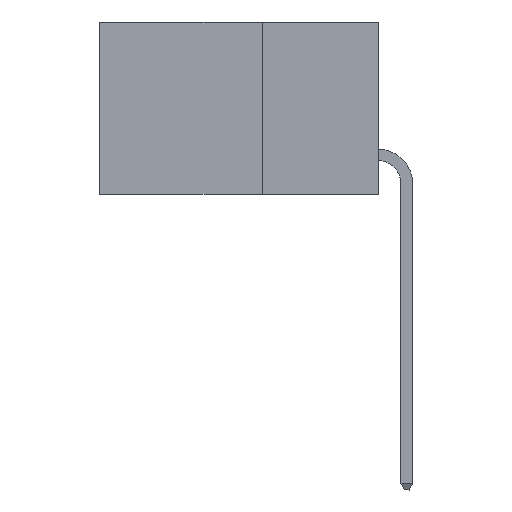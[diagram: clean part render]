
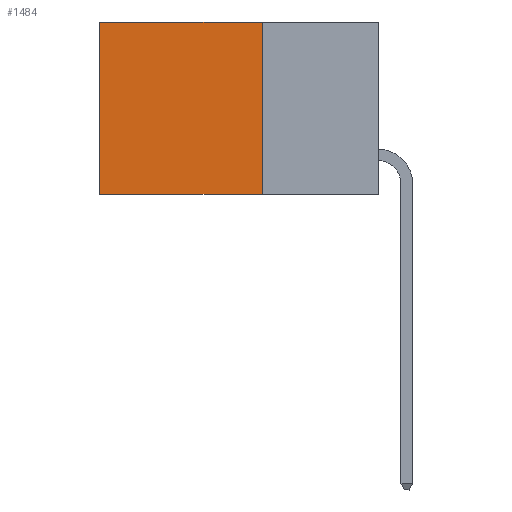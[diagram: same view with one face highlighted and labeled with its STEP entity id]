
A CAD part, left-side view. The second image highlights one B-rep face of the part: STEP entity #1484.
In plain terms, the highlighted planar face has unit normal (-1, 0, 0).
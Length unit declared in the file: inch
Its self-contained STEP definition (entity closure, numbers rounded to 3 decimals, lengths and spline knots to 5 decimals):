
#472 = AXIS2_PLACEMENT_3D ( 'NONE', #5289, #12382, #20096 ) ;
#491 = CARTESIAN_POINT ( 'NONE',  ( 0.2615, 0.25, 0. ) ) ;
#1068 = LINE ( 'NONE', #11939, #16423 ) ;
#1484 = ADVANCED_FACE ( 'NONE', ( #21793 ), #21548, .F. ) ;
#2456 = VECTOR ( 'NONE', #14951, 39.37008 ) ;
#3869 = LINE ( 'NONE', #4223, #2456 ) ;
#4223 = CARTESIAN_POINT ( 'NONE',  ( 0.2615, 0.6, -0.37 ) ) ;
#4731 = EDGE_LOOP ( 'NONE', ( #15228, #19142, #23361, #5709 ) ) ;
#5289 = CARTESIAN_POINT ( 'NONE',  ( 0.2615, 0.25, -0.37 ) ) ;
#5709 = ORIENTED_EDGE ( 'NONE', *, *, #13042, .T. ) ;
#6180 = DIRECTION ( 'NONE',  ( 0., 1., 0. ) ) ;
#6459 = CARTESIAN_POINT ( 'NONE',  ( 0.2615, 0.25, 0. ) ) ;
#7061 = EDGE_CURVE ( 'NONE', #18696, #16960, #3869, .T. ) ;
#8590 = CARTESIAN_POINT ( 'NONE',  ( 0.2615, 0.25, -0.37 ) ) ;
#10306 = EDGE_CURVE ( 'NONE', #20141, #11076, #22967, .T. ) ;
#11076 = VERTEX_POINT ( 'NONE', #15403 ) ;
#11939 = CARTESIAN_POINT ( 'NONE',  ( 0.2615, 0.25, -0.37 ) ) ;
#11973 = DIRECTION ( 'NONE',  ( 0., 0., -1. ) ) ;
#12382 = DIRECTION ( 'NONE',  ( 1., 0., 0. ) ) ;
#13042 = EDGE_CURVE ( 'NONE', #20141, #18696, #22936, .T. ) ;
#14425 = VECTOR ( 'NONE', #11973, 39.37008 ) ;
#14951 = DIRECTION ( 'NONE',  ( 0., 0., -1. ) ) ;
#15072 = CARTESIAN_POINT ( 'NONE',  ( 0.2615, 0.6, -0.37 ) ) ;
#15228 = ORIENTED_EDGE ( 'NONE', *, *, #7061, .T. ) ;
#15403 = CARTESIAN_POINT ( 'NONE',  ( 0.2615, 0.25, -0.37 ) ) ;
#15678 = DIRECTION ( 'NONE',  ( 0., 1., 0. ) ) ;
#16423 = VECTOR ( 'NONE', #15678, 39.37008 ) ;
#16960 = VERTEX_POINT ( 'NONE', #15072 ) ;
#18696 = VERTEX_POINT ( 'NONE', #19329 ) ;
#19142 = ORIENTED_EDGE ( 'NONE', *, *, #22012, .F. ) ;
#19329 = CARTESIAN_POINT ( 'NONE',  ( 0.2615, 0.6, 0. ) ) ;
#20096 = DIRECTION ( 'NONE',  ( 0., 0., -1. ) ) ;
#20141 = VERTEX_POINT ( 'NONE', #6459 ) ;
#20945 = VECTOR ( 'NONE', #6180, 39.37008 ) ;
#21548 = PLANE ( 'NONE',  #472 ) ;
#21793 = FACE_OUTER_BOUND ( 'NONE', #4731, .T. ) ;
#22012 = EDGE_CURVE ( 'NONE', #11076, #16960, #1068, .T. ) ;
#22936 = LINE ( 'NONE', #491, #20945 ) ;
#22967 = LINE ( 'NONE', #8590, #14425 ) ;
#23361 = ORIENTED_EDGE ( 'NONE', *, *, #10306, .F. ) ;
